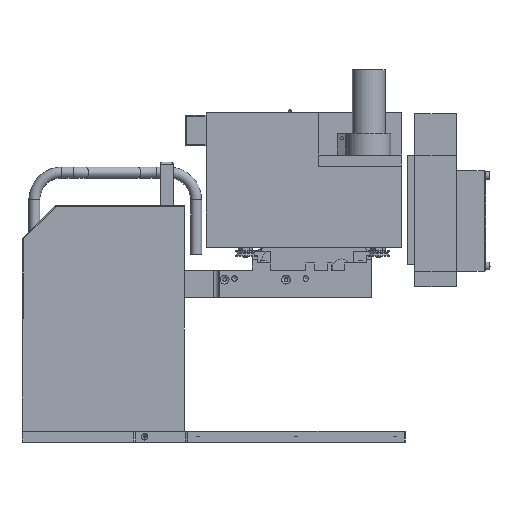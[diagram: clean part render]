
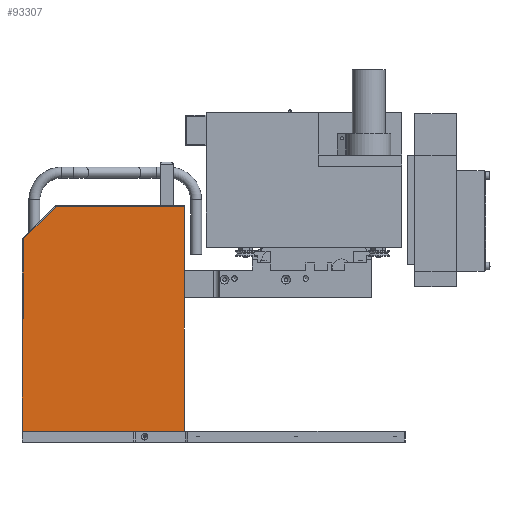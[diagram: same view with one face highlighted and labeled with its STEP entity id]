
A CAD part, front view. The second image highlights one B-rep face of the part: STEP entity #93307.
In plain terms, the highlighted face is planar.
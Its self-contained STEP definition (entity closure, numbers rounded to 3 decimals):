
#40250=PLANE('',#90498);
#41645=CIRCLE('',#90499,2.5);
#41646=CIRCLE('',#90500,2.5);
#47606=ORIENTED_EDGE('',*,*,#59849,.T.);
#47607=ORIENTED_EDGE('',*,*,#59850,.F.);
#47608=ORIENTED_EDGE('',*,*,#59837,.F.);
#47609=ORIENTED_EDGE('',*,*,#59847,.F.);
#47610=ORIENTED_EDGE('',*,*,#59851,.T.);
#47611=ORIENTED_EDGE('',*,*,#59852,.F.);
#47612=ORIENTED_EDGE('',*,*,#59853,.T.);
#47613=ORIENTED_EDGE('',*,*,#59854,.F.);
#47614=ORIENTED_EDGE('',*,*,#59855,.F.);
#51384=VECTOR('',#72627,1.);
#51392=VECTOR('',#72643,1.);
#51394=VECTOR('',#72647,1.);
#51395=VECTOR('',#72648,1.);
#51396=VECTOR('',#72651,1.);
#51397=VECTOR('',#72654,1.);
#51398=VECTOR('',#72655,1.);
#53616=LINE('',#81190,#51384);
#53624=LINE('',#81210,#51392);
#53626=LINE('',#81215,#51394);
#53627=LINE('',#81216,#51395);
#53628=LINE('',#81220,#51396);
#53629=LINE('',#81224,#51397);
#53630=LINE('',#81225,#51398);
#56241=VERTEX_POINT('',#81187);
#56242=VERTEX_POINT('',#81189);
#56250=VERTEX_POINT('',#81209);
#56251=VERTEX_POINT('',#81213);
#56252=VERTEX_POINT('',#81214);
#56253=VERTEX_POINT('',#81217);
#56254=VERTEX_POINT('',#81219);
#56255=VERTEX_POINT('',#81221);
#56256=VERTEX_POINT('',#81223);
#59837=EDGE_CURVE('',#56241,#56242,#53616,.T.);
#59847=EDGE_CURVE('',#56250,#56241,#53624,.T.);
#59849=EDGE_CURVE('',#56251,#56252,#53626,.T.);
#59850=EDGE_CURVE('',#56242,#56252,#53627,.T.);
#59851=EDGE_CURVE('',#56250,#56253,#41645,.T.);
#59852=EDGE_CURVE('',#56254,#56253,#53628,.T.);
#59853=EDGE_CURVE('',#56254,#56255,#41646,.T.);
#59854=EDGE_CURVE('',#56256,#56255,#53629,.T.);
#59855=EDGE_CURVE('',#56251,#56256,#53630,.T.);
#62750=EDGE_LOOP('',(#47606,#47607,#47608,#47609,#47610,#47611,#47612,#47613,
#47614));
#65310=FACE_BOUND('',#62750,.T.);
#72627=DIRECTION('',(0.,0.,205.));
#72643=DIRECTION('',(0.,115.965,0.));
#72645=DIRECTION('',(-1.,0.,0.));
#72646=DIRECTION('',(0.,1.,0.));
#72647=DIRECTION('',(0.,0.,103.));
#72648=DIRECTION('',(0.,-148.,0.));
#72649=DIRECTION('',(-1.,0.,0.));
#72650=DIRECTION('',(0.,-2.5,0.));
#72651=DIRECTION('',(0.,28.536,-28.536));
#72652=DIRECTION('',(-1.,0.,0.));
#72653=DIRECTION('',(0.,-2.5,0.));
#72654=DIRECTION('',(0.,0.,-70.964));
#72655=DIRECTION('',(0.,1.,0.));
#81187=CARTESIAN_POINT('',(0.,148.,-120.));
#81189=CARTESIAN_POINT('',(0.,148.,85.));
#81190=CARTESIAN_POINT('',(0.,148.,-120.));
#81209=CARTESIAN_POINT('',(0.,32.035,-120.));
#81210=CARTESIAN_POINT('',(0.,32.035,-120.));
#81212=CARTESIAN_POINT('',(0.,0.,0.));
#81213=CARTESIAN_POINT('',(0.,0.,-18.));
#81214=CARTESIAN_POINT('',(0.,0.,85.));
#81215=CARTESIAN_POINT('',(0.,0.,-18.));
#81216=CARTESIAN_POINT('',(0.,148.,85.));
#81217=CARTESIAN_POINT('',(0.,30.268,-119.268));
#81218=CARTESIAN_POINT('',(0.,32.036,-117.5));
#81219=CARTESIAN_POINT('',(0.,1.732,-90.732));
#81220=CARTESIAN_POINT('',(0.,1.732,-90.732));
#81221=CARTESIAN_POINT('',(0.,1.,-88.964));
#81222=CARTESIAN_POINT('',(0.,3.5,-88.964));
#81223=CARTESIAN_POINT('',(0.,1.,-18.));
#81224=CARTESIAN_POINT('',(0.,1.,-18.));
#81225=CARTESIAN_POINT('',(0.,0.,-18.));
#90498=AXIS2_PLACEMENT_3D('',#81212,#72645,#72646);
#90499=AXIS2_PLACEMENT_3D('',#81218,#72649,#72650);
#90500=AXIS2_PLACEMENT_3D('',#81222,#72652,#72653);
#93307=ADVANCED_FACE('',(#65310),#40250,.T.);
